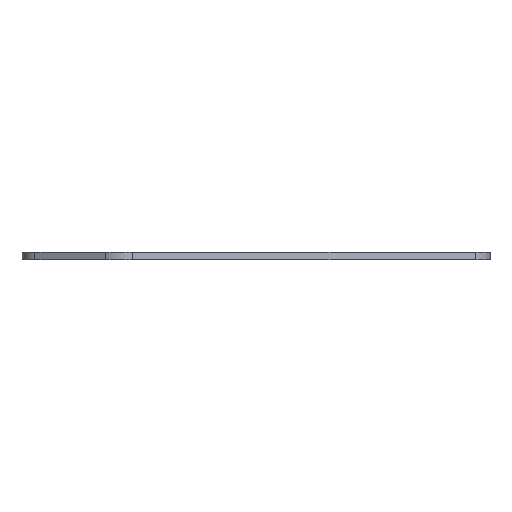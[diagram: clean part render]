
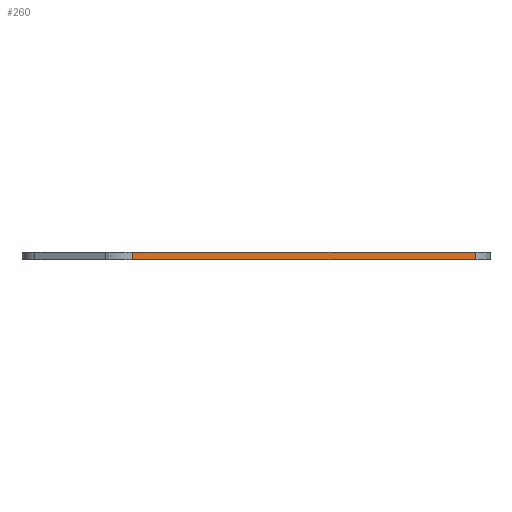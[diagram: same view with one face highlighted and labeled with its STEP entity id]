
A CAD part, left-side view. The second image highlights one B-rep face of the part: STEP entity #260.
In plain terms, the highlighted cylindrical face has radius 1200 mm (diameter 2400 mm), a partial arc.
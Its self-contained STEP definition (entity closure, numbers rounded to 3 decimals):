
#260=ADVANCED_FACE('',(#387),#332,.F.);
#332=CYLINDRICAL_SURFACE('',#1518,1200.);
#387=FACE_OUTER_BOUND('',#423,.T.);
#423=EDGE_LOOP('',(#737,#738,#739,#740));
#605=LINE('',#2134,#671);
#606=LINE('',#2138,#672);
#671=VECTOR('',#1702,1.);
#672=VECTOR('',#1705,1.);
#737=ORIENTED_EDGE('',*,*,#1229,.T.);
#738=ORIENTED_EDGE('',*,*,#1230,.T.);
#739=ORIENTED_EDGE('',*,*,#1231,.F.);
#740=ORIENTED_EDGE('',*,*,#1232,.T.);
#1089=VERTEX_POINT('',#2132);
#1090=VERTEX_POINT('',#2133);
#1091=VERTEX_POINT('',#2135);
#1092=VERTEX_POINT('',#2137);
#1229=EDGE_CURVE('',#1089,#1090,#1405,.T.);
#1230=EDGE_CURVE('',#1090,#1091,#605,.T.);
#1231=EDGE_CURVE('',#1092,#1091,#1406,.T.);
#1232=EDGE_CURVE('',#1092,#1089,#606,.T.);
#1405=CIRCLE('',#1516,1200.);
#1406=CIRCLE('',#1517,1200.);
#1516=AXIS2_PLACEMENT_3D('',#2131,#1700,#1701);
#1517=AXIS2_PLACEMENT_3D('',#2136,#1703,#1704);
#1518=AXIS2_PLACEMENT_3D('',#2139,#1706,#1707);
#1700=DIRECTION('',(0.,0.,-1.));
#1701=DIRECTION('',(1.,0.,0.));
#1702=DIRECTION('',(0.,0.,1.));
#1703=DIRECTION('',(0.,0.,-1.));
#1704=DIRECTION('',(1.,0.,0.));
#1705=DIRECTION('',(0.,0.,-1.));
#1706=DIRECTION('',(0.,0.,1.));
#1707=DIRECTION('',(1.,0.,0.));
#2131=CARTESIAN_POINT('',(-1088.034,-628.177,13.335));
#2132=CARTESIAN_POINT('',(-80.564,23.746,13.335));
#2133=CARTESIAN_POINT('',(-19.718,-81.644,13.335));
#2134=CARTESIAN_POINT('',(-19.718,-81.644,13.335));
#2135=CARTESIAN_POINT('',(-19.718,-81.644,15.723));
#2136=CARTESIAN_POINT('',(-1088.034,-628.177,15.723));
#2137=CARTESIAN_POINT('',(-80.564,23.746,15.723));
#2138=CARTESIAN_POINT('',(-80.564,23.746,13.335));
#2139=CARTESIAN_POINT('',(-1088.034,-628.177,13.335));
